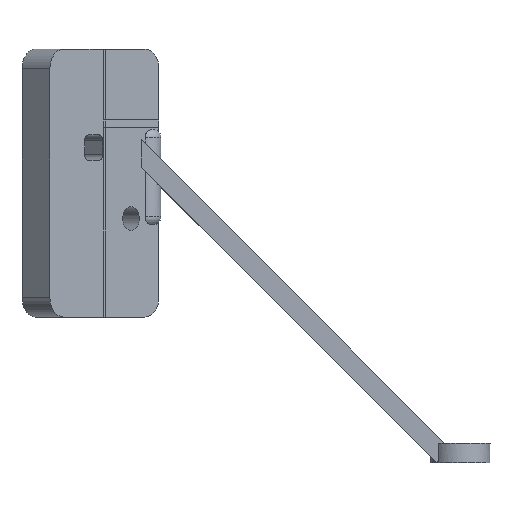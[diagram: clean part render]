
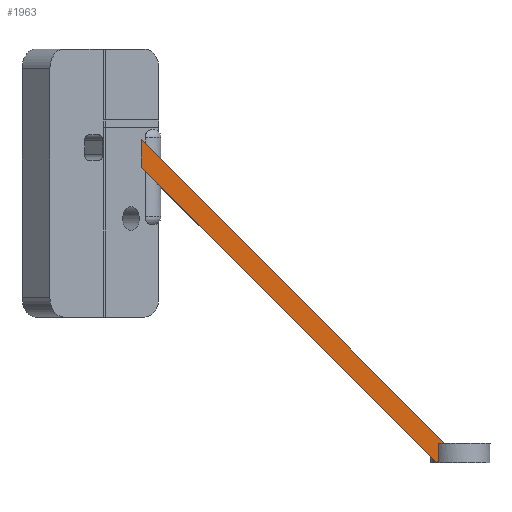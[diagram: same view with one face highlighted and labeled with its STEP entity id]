
A CAD part, left-side view. The second image highlights one B-rep face of the part: STEP entity #1963.
In plain terms, the highlighted planar face has unit normal (-1, 0, 0).
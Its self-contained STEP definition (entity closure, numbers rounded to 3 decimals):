
#141 = PLANE('',#142);
#142 = AXIS2_PLACEMENT_3D('',#143,#144,#145);
#143 = CARTESIAN_POINT('',(-10.,12.,0.));
#144 = DIRECTION('',(0.,-0.707,0.707));
#145 = DIRECTION('',(1.,0.,0.));
#166 = PLANE('',#167);
#167 = AXIS2_PLACEMENT_3D('',#168,#169,#170);
#168 = CARTESIAN_POINT('',(-1.,153.,74.));
#169 = DIRECTION('',(0.707,0.707,0.));
#170 = DIRECTION('',(0.,0.,1.));
#1012 = VERTEX_POINT('',#1013);
#1013 = CARTESIAN_POINT('',(-10.,162.,164.142));
#1026 = PLANE('',#1027);
#1027 = AXIS2_PLACEMENT_3D('',#1028,#1029,#1030);
#1028 = CARTESIAN_POINT('',(-10.,4.929,7.071));
#1029 = DIRECTION('',(0.,-0.707,0.707));
#1030 = DIRECTION('',(1.,0.,0.));
#1037 = EDGE_CURVE('',#1038,#1012,#1040,.T.);
#1038 = VERTEX_POINT('',#1039);
#1039 = CARTESIAN_POINT('',(-10.,162.,150.));
#1040 = SURFACE_CURVE('',#1041,(#1045,#1051),.PCURVE_S1.);
#1041 = LINE('',#1042,#1043);
#1042 = CARTESIAN_POINT('',(-10.,162.,37.));
#1043 = VECTOR('',#1044,1.);
#1044 = DIRECTION('',(0.,0.,1.));
#1045 = PCURVE('',#166,#1046);
#1046 = DEFINITIONAL_REPRESENTATION('',(#1047),#1050);
#1047 = B_SPLINE_CURVE_WITH_KNOTS('',1,(#1048,#1049),.UNSPECIFIED.,.F.,
  .F.,(2,2),(113.,127.142),.PIECEWISE_BEZIER_KNOTS.);
#1048 = CARTESIAN_POINT('',(76.,-12.728));
#1049 = CARTESIAN_POINT('',(90.142,-12.728));
#1050 = ( GEOMETRIC_REPRESENTATION_CONTEXT(2) 
PARAMETRIC_REPRESENTATION_CONTEXT() REPRESENTATION_CONTEXT('2D SPACE',''
  ) );
#1051 = PCURVE('',#1052,#1057);
#1052 = PLANE('',#1053);
#1053 = AXIS2_PLACEMENT_3D('',#1054,#1055,#1056);
#1054 = CARTESIAN_POINT('',(-10.,12.,0.));
#1055 = DIRECTION('',(1.,0.,0.));
#1056 = DIRECTION('',(0.,-0.707,0.707));
#1057 = DEFINITIONAL_REPRESENTATION('',(#1058),#1061);
#1058 = B_SPLINE_CURVE_WITH_KNOTS('',1,(#1059,#1060),.UNSPECIFIED.,.F.,
  .F.,(2,2),(113.,127.142),.PIECEWISE_BEZIER_KNOTS.);
#1059 = CARTESIAN_POINT('',(0.,-212.132));
#1060 = CARTESIAN_POINT('',(10.,-222.132));
#1061 = ( GEOMETRIC_REPRESENTATION_CONTEXT(2) 
PARAMETRIC_REPRESENTATION_CONTEXT() REPRESENTATION_CONTEXT('2D SPACE',''
  ) );
#1275 = EDGE_CURVE('',#1276,#1038,#1278,.T.);
#1276 = VERTEX_POINT('',#1277);
#1277 = CARTESIAN_POINT('',(-10.,12.,0.));
#1278 = SURFACE_CURVE('',#1279,(#1283,#1290),.PCURVE_S1.);
#1279 = LINE('',#1280,#1281);
#1280 = CARTESIAN_POINT('',(-10.,12.,0.));
#1281 = VECTOR('',#1282,1.);
#1282 = DIRECTION('',(0.,0.707,0.707));
#1283 = PCURVE('',#141,#1284);
#1284 = DEFINITIONAL_REPRESENTATION('',(#1285),#1289);
#1285 = LINE('',#1286,#1287);
#1286 = CARTESIAN_POINT('',(0.,0.));
#1287 = VECTOR('',#1288,1.);
#1288 = DIRECTION('',(0.,1.));
#1289 = ( GEOMETRIC_REPRESENTATION_CONTEXT(2) 
PARAMETRIC_REPRESENTATION_CONTEXT() REPRESENTATION_CONTEXT('2D SPACE',''
  ) );
#1290 = PCURVE('',#1052,#1291);
#1291 = DEFINITIONAL_REPRESENTATION('',(#1292),#1296);
#1292 = LINE('',#1293,#1294);
#1293 = CARTESIAN_POINT('',(0.,0.));
#1294 = VECTOR('',#1295,1.);
#1295 = DIRECTION('',(0.,-1.));
#1296 = ( GEOMETRIC_REPRESENTATION_CONTEXT(2) 
PARAMETRIC_REPRESENTATION_CONTEXT() REPRESENTATION_CONTEXT('2D SPACE',''
  ) );
#1314 = PLANE('',#1315);
#1315 = AXIS2_PLACEMENT_3D('',#1316,#1317,#1318);
#1316 = CARTESIAN_POINT('',(-10.,12.,0.));
#1317 = DIRECTION('',(0.,0.707,0.707));
#1318 = DIRECTION('',(0.,-0.707,0.707));
#1963 = ADVANCED_FACE('',(#1964),#1052,.F.);
#1964 = FACE_BOUND('',#1965,.F.);
#1965 = EDGE_LOOP('',(#1966,#1989,#1990,#1991,#2014,#2040));
#1966 = ORIENTED_EDGE('',*,*,#1967,.F.);
#1967 = EDGE_CURVE('',#1276,#1968,#1970,.T.);
#1968 = VERTEX_POINT('',#1969);
#1969 = CARTESIAN_POINT('',(-10.,11.18,0.82));
#1970 = SURFACE_CURVE('',#1971,(#1975,#1982),.PCURVE_S1.);
#1971 = LINE('',#1972,#1973);
#1972 = CARTESIAN_POINT('',(-10.,12.,0.));
#1973 = VECTOR('',#1974,1.);
#1974 = DIRECTION('',(0.,-0.707,0.707));
#1975 = PCURVE('',#1052,#1976);
#1976 = DEFINITIONAL_REPRESENTATION('',(#1977),#1981);
#1977 = LINE('',#1978,#1979);
#1978 = CARTESIAN_POINT('',(0.,0.));
#1979 = VECTOR('',#1980,1.);
#1980 = DIRECTION('',(1.,0.));
#1981 = ( GEOMETRIC_REPRESENTATION_CONTEXT(2) 
PARAMETRIC_REPRESENTATION_CONTEXT() REPRESENTATION_CONTEXT('2D SPACE',''
  ) );
#1982 = PCURVE('',#1314,#1983);
#1983 = DEFINITIONAL_REPRESENTATION('',(#1984),#1988);
#1984 = LINE('',#1985,#1986);
#1985 = CARTESIAN_POINT('',(0.,0.));
#1986 = VECTOR('',#1987,1.);
#1987 = DIRECTION('',(1.,0.));
#1988 = ( GEOMETRIC_REPRESENTATION_CONTEXT(2) 
PARAMETRIC_REPRESENTATION_CONTEXT() REPRESENTATION_CONTEXT('2D SPACE',''
  ) );
#1989 = ORIENTED_EDGE('',*,*,#1275,.T.);
#1990 = ORIENTED_EDGE('',*,*,#1037,.T.);
#1991 = ORIENTED_EDGE('',*,*,#1992,.F.);
#1992 = EDGE_CURVE('',#1993,#1012,#1995,.T.);
#1993 = VERTEX_POINT('',#1994);
#1994 = CARTESIAN_POINT('',(-10.,7.858,10.));
#1995 = SURFACE_CURVE('',#1996,(#2000,#2007),.PCURVE_S1.);
#1996 = LINE('',#1997,#1998);
#1997 = CARTESIAN_POINT('',(-10.,4.929,7.071));
#1998 = VECTOR('',#1999,1.);
#1999 = DIRECTION('',(0.,0.707,0.707));
#2000 = PCURVE('',#1052,#2001);
#2001 = DEFINITIONAL_REPRESENTATION('',(#2002),#2006);
#2002 = LINE('',#2003,#2004);
#2003 = CARTESIAN_POINT('',(10.,0.));
#2004 = VECTOR('',#2005,1.);
#2005 = DIRECTION('',(0.,-1.));
#2006 = ( GEOMETRIC_REPRESENTATION_CONTEXT(2) 
PARAMETRIC_REPRESENTATION_CONTEXT() REPRESENTATION_CONTEXT('2D SPACE',''
  ) );
#2007 = PCURVE('',#1026,#2008);
#2008 = DEFINITIONAL_REPRESENTATION('',(#2009),#2013);
#2009 = LINE('',#2010,#2011);
#2010 = CARTESIAN_POINT('',(0.,0.));
#2011 = VECTOR('',#2012,1.);
#2012 = DIRECTION('',(0.,1.));
#2013 = ( GEOMETRIC_REPRESENTATION_CONTEXT(2) 
PARAMETRIC_REPRESENTATION_CONTEXT() REPRESENTATION_CONTEXT('2D SPACE',''
  ) );
#2014 = ORIENTED_EDGE('',*,*,#2015,.T.);
#2015 = EDGE_CURVE('',#1993,#2016,#2018,.T.);
#2016 = VERTEX_POINT('',#2017);
#2017 = CARTESIAN_POINT('',(-10.,11.18,10.));
#2018 = SURFACE_CURVE('',#2019,(#2023,#2029),.PCURVE_S1.);
#2019 = LINE('',#2020,#2021);
#2020 = CARTESIAN_POINT('',(-10.,6.,10.));
#2021 = VECTOR('',#2022,1.);
#2022 = DIRECTION('',(0.,1.,0.));
#2023 = PCURVE('',#1052,#2024);
#2024 = DEFINITIONAL_REPRESENTATION('',(#2025),#2028);
#2025 = B_SPLINE_CURVE_WITH_KNOTS('',1,(#2026,#2027),.UNSPECIFIED.,.F.,
  .F.,(2,2),(1.858,9.),.PIECEWISE_BEZIER_KNOTS.);
#2026 = CARTESIAN_POINT('',(10.,-4.142));
#2027 = CARTESIAN_POINT('',(4.95,-9.192));
#2028 = ( GEOMETRIC_REPRESENTATION_CONTEXT(2) 
PARAMETRIC_REPRESENTATION_CONTEXT() REPRESENTATION_CONTEXT('2D SPACE',''
  ) );
#2029 = PCURVE('',#2030,#2035);
#2030 = PLANE('',#2031);
#2031 = AXIS2_PLACEMENT_3D('',#2032,#2033,#2034);
#2032 = CARTESIAN_POINT('',(0.,0.,10.));
#2033 = DIRECTION('',(0.,0.,1.));
#2034 = DIRECTION('',(1.,0.,0.));
#2035 = DEFINITIONAL_REPRESENTATION('',(#2036),#2039);
#2036 = B_SPLINE_CURVE_WITH_KNOTS('',1,(#2037,#2038),.UNSPECIFIED.,.F.,
  .F.,(2,2),(1.858,9.),.PIECEWISE_BEZIER_KNOTS.);
#2037 = CARTESIAN_POINT('',(-10.,7.858));
#2038 = CARTESIAN_POINT('',(-10.,15.));
#2039 = ( GEOMETRIC_REPRESENTATION_CONTEXT(2) 
PARAMETRIC_REPRESENTATION_CONTEXT() REPRESENTATION_CONTEXT('2D SPACE',''
  ) );
#2040 = ORIENTED_EDGE('',*,*,#2041,.F.);
#2041 = EDGE_CURVE('',#1968,#2016,#2042,.T.);
#2042 = SURFACE_CURVE('',#2043,(#2047,#2053),.PCURVE_S1.);
#2043 = LINE('',#2044,#2045);
#2044 = CARTESIAN_POINT('',(-10.,11.18,0.));
#2045 = VECTOR('',#2046,1.);
#2046 = DIRECTION('',(0.,0.,1.));
#2047 = PCURVE('',#1052,#2048);
#2048 = DEFINITIONAL_REPRESENTATION('',(#2049),#2052);
#2049 = B_SPLINE_CURVE_WITH_KNOTS('',1,(#2050,#2051),.UNSPECIFIED.,.F.,
  .F.,(2,2),(0.,10.),.PIECEWISE_BEZIER_KNOTS.);
#2050 = CARTESIAN_POINT('',(0.58,0.58));
#2051 = CARTESIAN_POINT('',(7.651,-6.491));
#2052 = ( GEOMETRIC_REPRESENTATION_CONTEXT(2) 
PARAMETRIC_REPRESENTATION_CONTEXT() REPRESENTATION_CONTEXT('2D SPACE',''
  ) );
#2053 = PCURVE('',#2054,#2059);
#2054 = CYLINDRICAL_SURFACE('',#2055,15.);
#2055 = AXIS2_PLACEMENT_3D('',#2056,#2057,#2058);
#2056 = CARTESIAN_POINT('',(0.,0.,0.));
#2057 = DIRECTION('',(0.,0.,1.));
#2058 = DIRECTION('',(1.,0.,0.));
#2059 = DEFINITIONAL_REPRESENTATION('',(#2060),#2063);
#2060 = B_SPLINE_CURVE_WITH_KNOTS('',1,(#2061,#2062),.UNSPECIFIED.,.F.,
  .F.,(2,2),(0.,10.),.PIECEWISE_BEZIER_KNOTS.);
#2061 = CARTESIAN_POINT('',(2.301,0.));
#2062 = CARTESIAN_POINT('',(2.301,10.));
#2063 = ( GEOMETRIC_REPRESENTATION_CONTEXT(2) 
PARAMETRIC_REPRESENTATION_CONTEXT() REPRESENTATION_CONTEXT('2D SPACE',''
  ) );
